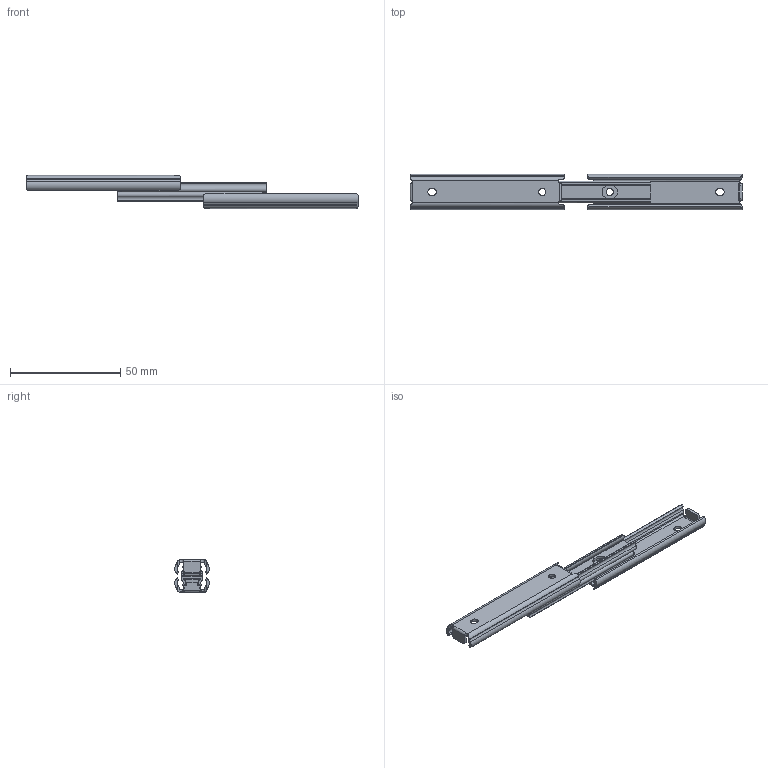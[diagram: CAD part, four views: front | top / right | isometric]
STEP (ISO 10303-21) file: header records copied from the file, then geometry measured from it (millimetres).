
FILE_DESCRIPTION (( 'STEP AP203' ), '1' );
FILE_NAME ('U1631-70.STEP', '2020-06-05T06:46:59', ( '' ), ( '' ), 'SwSTEP 2.0', 'SolidWorks 2019', '' );
FILE_SCHEMA (( 'CONFIG_CONTROL_DESIGN' ));
Length unit declared in the file: millimetre
Products named in the file (3): U1631-70; U1631-70 OM; U1631-70 IM
Assembly tree (4 placements, depth 2):
  U1631-70
    U1631-70 OM  x2
    U1631-70 IM  x2
Bounding box: 150.6 x 16 x 15 mm (x, y, z)
Volume: 6138.5 mm3; surface area: 11866.6 mm2
Topology: 4 solids, 4 shells, 302 faces, 870 edges, 576 vertices
Faces by surface type: cylinder 156, plane 146
Entity records: 5520 total; most frequent: CARTESIAN_POINT 1247, ORIENTED_EDGE 870, DIRECTION 787, EDGE_CURVE 435, VERTEX_POINT 288, AXIS2_PLACEMENT_3D 276, VECTOR 235, LINE 235
